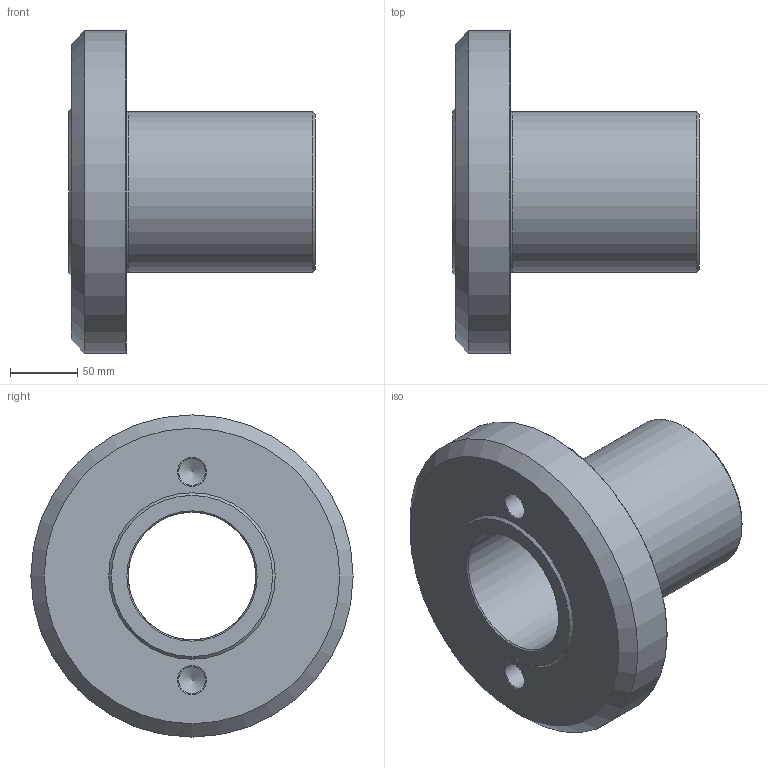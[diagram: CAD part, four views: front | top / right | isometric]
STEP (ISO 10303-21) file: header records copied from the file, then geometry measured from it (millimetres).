
FILE_DESCRIPTION(('STEP AP242'), '1');
FILE_NAME('30. Äèñê ðàçãðóçêè', '', ('UNSPECIFIED'), ('UNSPECIFIED'), 'C3D Converter', 'C3D Toolkit', '');
FILE_SCHEMA(('AP242_MANAGED_MODEL_BASED_3D_ENGINEERING_MIM_LF { 1 0 10303 442 1 1 4 }'));
Length unit declared in the file: millimetre
Bounding box: 183.8 x 240 x 240 mm (x, y, z)
Volume: 2066728.6 mm3; surface area: 214415.6 mm2
Topology: 1 solids, 1 shells, 29 faces, 67 edges, 42 vertices
Faces by surface type: cone 10, plane 8, cylinder 8, torus 3
Full cylindrical faces by diameter (mm): 20 x2, 95 x1, 119.6 x1, 180 x1, 240 x1
Entity records: 1012 total; most frequent: DIRECTION 138, CARTESIAN_POINT 135, ORIENTED_EDGE 94, AXIS2_PLACEMENT_3D 63, EDGE_LOOP 51, EDGE_CURVE 47, VERTEX_POINT 40, CIRCLE 33
